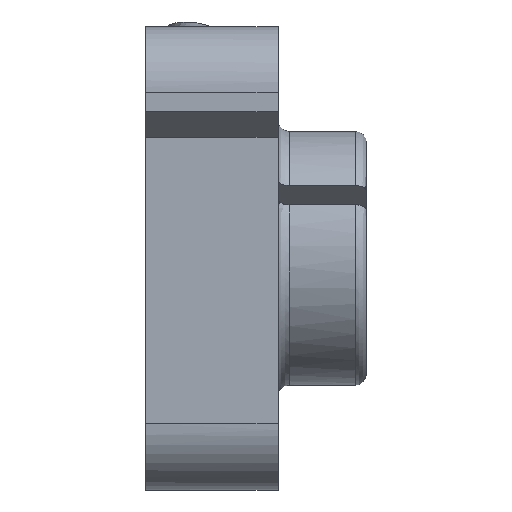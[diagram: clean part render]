
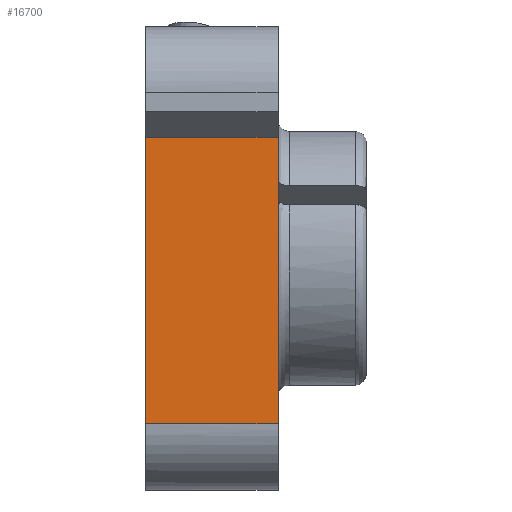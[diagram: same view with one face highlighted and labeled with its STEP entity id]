
A CAD part, front view. The second image highlights one B-rep face of the part: STEP entity #16700.
In plain terms, the highlighted free-form (B-spline) face has degree [1, 1] with [2, 2] control points.
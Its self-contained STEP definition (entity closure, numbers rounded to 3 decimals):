
#16350 = CARTESIAN_POINT ('', (0., -21., -15.));
#16360 = VERTEX_POINT ('', #16350);
#16370 = CARTESIAN_POINT ('', (12., -21., -15.));
#16380 = VERTEX_POINT ('', #16370);
#16390 = CARTESIAN_POINT ('', (0., -21., -15.));
#16400 = CARTESIAN_POINT ('', (12., -21., -15.));
#16410 = B_SPLINE_CURVE_WITH_KNOTS ('', 1, (#16390, #16400), .UNSPECIFIED., .F., .U., (2, 2), (0., 1.), .UNSPECIFIED.);
#16420 = EDGE_CURVE ('', #16360, #16380, #16410, .T.);
#16430 = ORIENTED_EDGE ('', *, *, #16420, .T.);
#16440 = CARTESIAN_POINT ('', (12., -21., 10.97));
#16450 = VERTEX_POINT ('', #16440);
#16460 = CARTESIAN_POINT ('', (12., -21., -15.));
#16470 = CARTESIAN_POINT ('', (12., -21., 10.97));
#16480 = B_SPLINE_CURVE_WITH_KNOTS ('', 1, (#16460, #16470), .UNSPECIFIED., .F., .U., (2, 2), (0., 1.), .UNSPECIFIED.);
#16490 = EDGE_CURVE ('', #16380, #16450, #16480, .T.);
#16500 = ORIENTED_EDGE ('', *, *, #16490, .T.);
#16510 = CARTESIAN_POINT ('', (0., -21., 10.97));
#16520 = VERTEX_POINT ('', #16510);
#16530 = CARTESIAN_POINT ('', (12., -21., 10.97));
#16540 = CARTESIAN_POINT ('', (0., -21., 10.97));
#16550 = B_SPLINE_CURVE_WITH_KNOTS ('', 1, (#16530, #16540), .UNSPECIFIED., .F., .U., (2, 2), (0., 1.), .UNSPECIFIED.);
#16560 = EDGE_CURVE ('', #16450, #16520, #16550, .T.);
#16570 = ORIENTED_EDGE ('', *, *, #16560, .T.);
#16580 = CARTESIAN_POINT ('', (0., -21., 10.97));
#16590 = CARTESIAN_POINT ('', (0., -21., -15.));
#16600 = B_SPLINE_CURVE_WITH_KNOTS ('', 1, (#16580, #16590), .UNSPECIFIED., .F., .U., (2, 2), (0., 1.), .UNSPECIFIED.);
#16610 = EDGE_CURVE ('', #16520, #16360, #16600, .T.);
#16620 = ORIENTED_EDGE ('', *, *, #16610, .T.);
#16630 = EDGE_LOOP ('', (#16430, #16500, #16570, #16620));
#16640 = FACE_OUTER_BOUND ('', #16630, .T.);
#16650 = CARTESIAN_POINT ('', (0., -21., 10.97));
#16660 = CARTESIAN_POINT ('', (12., -21., 10.97));
#16670 = CARTESIAN_POINT ('', (0., -21., -15.));
#16680 = CARTESIAN_POINT ('', (12., -21., -15.));
#16690 = B_SPLINE_SURFACE_WITH_KNOTS ('', 1, 1, ((#16650, #16660), (#16670, #16680)), .UNSPECIFIED., .F., .F., .U., (2, 2), (2, 2), (0., 1.), (0., 1.), .UNSPECIFIED.);
#16700 = ADVANCED_FACE ('', (#16640), #16690, .T.);
